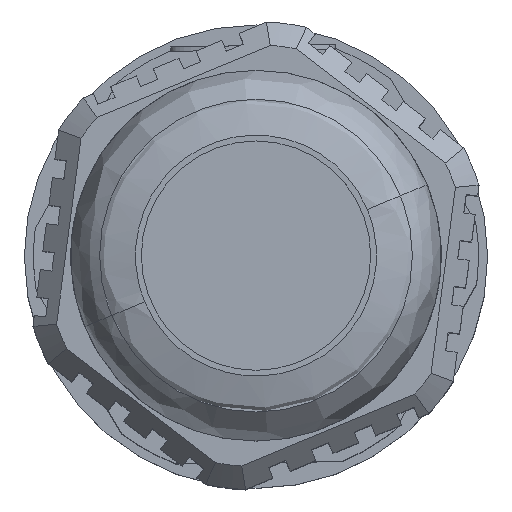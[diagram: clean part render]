
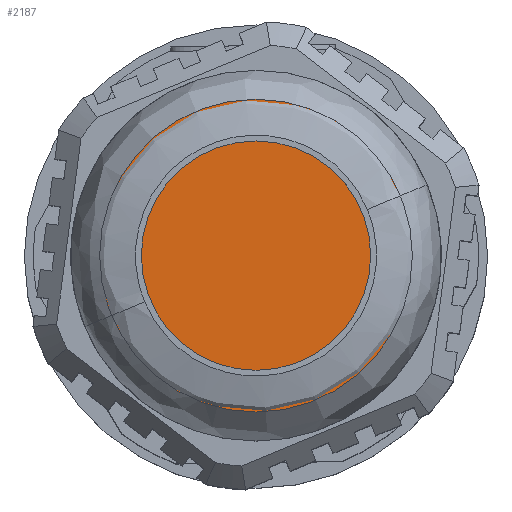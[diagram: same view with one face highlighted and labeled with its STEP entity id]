
A CAD part, top view. The second image highlights one B-rep face of the part: STEP entity #2187.
In plain terms, the highlighted planar face has unit normal (0, 0, 1).
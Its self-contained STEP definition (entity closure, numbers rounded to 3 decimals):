
#2187 = ADVANCED_FACE ( 'NONE', ( #15291 ), #15517, .T. ) ;
#2438 = DIRECTION ( 'NONE',  ( -1., 0., 0. ) ) ;
#2456 = DIRECTION ( 'NONE',  ( 0., 0., -1. ) ) ;
#2504 = CARTESIAN_POINT ( 'NONE',  ( 0., 0., 28. ) ) ;
#4097 = VERTEX_POINT ( 'NONE', #5727 ) ;
#4398 = EDGE_CURVE ( 'NONE', #4097, #4739, #17340, .T. ) ;
#4739 = VERTEX_POINT ( 'NONE', #16580 ) ;
#4741 = DIRECTION ( 'NONE',  ( 0., 0., 1. ) ) ;
#5727 = CARTESIAN_POINT ( 'NONE',  ( -6.75, 0., 28. ) ) ;
#6521 = DIRECTION ( 'NONE',  ( 1., 0., 0. ) ) ;
#7378 = EDGE_LOOP ( 'NONE', ( #10383, #8532 ) ) ;
#8532 = ORIENTED_EDGE ( 'NONE', *, *, #17906, .F. ) ;
#9261 = CIRCLE ( 'NONE', #16182, 6.75 ) ;
#10383 = ORIENTED_EDGE ( 'NONE', *, *, #4398, .F. ) ;
#12611 = AXIS2_PLACEMENT_3D ( 'NONE', #2504, #2456, #2438 ) ;
#12736 = DIRECTION ( 'NONE',  ( -1., 0., 0. ) ) ;
#12764 = DIRECTION ( 'NONE',  ( 0., 0., -1. ) ) ;
#12786 = CARTESIAN_POINT ( 'NONE',  ( 0., 0., 28. ) ) ;
#15291 = FACE_OUTER_BOUND ( 'NONE', #7378, .T. ) ;
#15517 = PLANE ( 'NONE',  #15589 ) ;
#15589 = AXIS2_PLACEMENT_3D ( 'NONE', #17045, #4741, #6521 ) ;
#16182 = AXIS2_PLACEMENT_3D ( 'NONE', #12786, #12764, #12736 ) ;
#16580 = CARTESIAN_POINT ( 'NONE',  ( 6.75, 0., 28. ) ) ;
#17045 = CARTESIAN_POINT ( 'NONE',  ( 0., 0., 28. ) ) ;
#17340 = CIRCLE ( 'NONE', #12611, 6.75 ) ;
#17906 = EDGE_CURVE ( 'NONE', #4739, #4097, #9261, .T. ) ;
